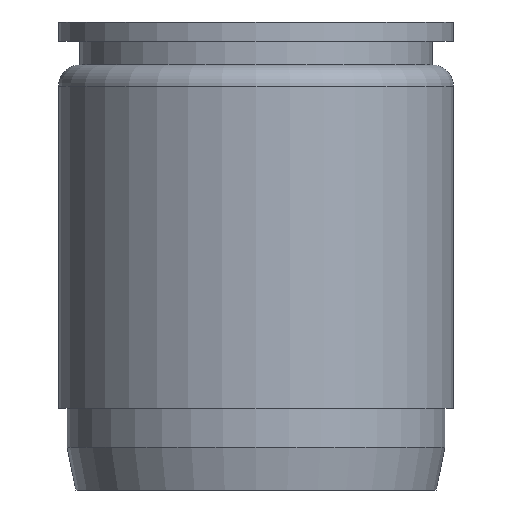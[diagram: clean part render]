
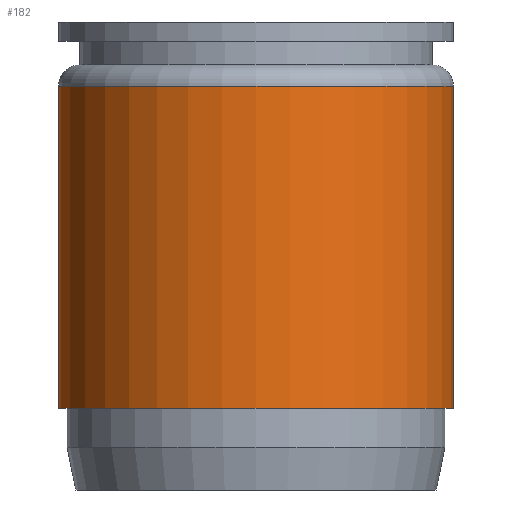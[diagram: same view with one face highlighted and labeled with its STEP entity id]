
A CAD part, front view. The second image highlights one B-rep face of the part: STEP entity #182.
In plain terms, the highlighted cylindrical face has radius 46 mm (diameter 92 mm), a full revolution.
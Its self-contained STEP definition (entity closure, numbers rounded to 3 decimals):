
#27=LINE('',#322,#34);
#34=VECTOR('',#255,46.);
#41=CYLINDRICAL_SURFACE('',#214,46.);
#47=FACE_OUTER_BOUND('',#62,.T.);
#62=EDGE_LOOP('',(#137,#138,#139,#140));
#80=CIRCLE('',#211,46.);
#83=CIRCLE('',#215,46.);
#96=VERTEX_POINT('',#314);
#98=VERTEX_POINT('',#320);
#110=EDGE_CURVE('',#96,#96,#80,.T.);
#113=EDGE_CURVE('',#98,#98,#83,.T.);
#114=EDGE_CURVE('',#98,#96,#27,.T.);
#137=ORIENTED_EDGE('',*,*,#113,.F.);
#138=ORIENTED_EDGE('',*,*,#114,.T.);
#139=ORIENTED_EDGE('',*,*,#110,.F.);
#140=ORIENTED_EDGE('',*,*,#114,.F.);
#182=ADVANCED_FACE('',(#47),#41,.T.);
#211=AXIS2_PLACEMENT_3D('',#315,#245,#246);
#214=AXIS2_PLACEMENT_3D('',#319,#251,#252);
#215=AXIS2_PLACEMENT_3D('',#321,#253,#254);
#245=DIRECTION('center_axis',(0.,0.,1.));
#246=DIRECTION('ref_axis',(1.,0.,0.));
#251=DIRECTION('center_axis',(0.,0.,-1.));
#252=DIRECTION('ref_axis',(-1.,0.,0.));
#253=DIRECTION('center_axis',(0.,0.,-1.));
#254=DIRECTION('ref_axis',(1.,0.,0.));
#255=DIRECTION('',(0.,0.,1.));
#314=CARTESIAN_POINT('',(46.,0.,-15.5));
#315=CARTESIAN_POINT('Origin',(0.,0.,-15.5));
#319=CARTESIAN_POINT('Origin',(0.,0.,-50.5));
#320=CARTESIAN_POINT('',(46.,0.,-90.5));
#321=CARTESIAN_POINT('Origin',(0.,0.,-90.5));
#322=CARTESIAN_POINT('',(46.,0.,-50.5));
